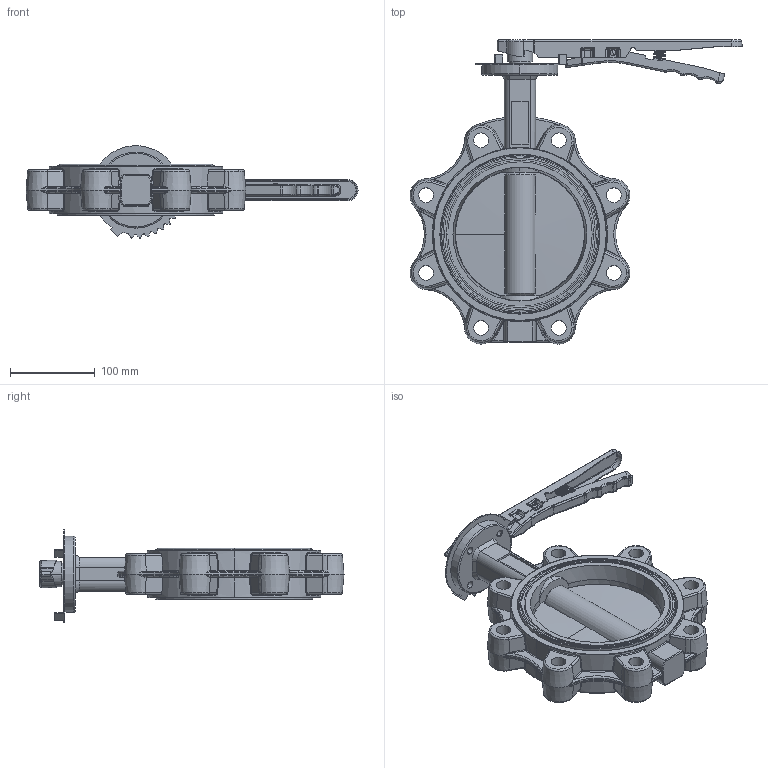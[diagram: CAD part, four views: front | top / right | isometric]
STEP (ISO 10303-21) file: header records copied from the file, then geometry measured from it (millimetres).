
FILE_DESCRIPTION (( 'STEP AP203' ), '1' );
FILE_NAME ('L9.000150L16C.STEP', '2023-03-09T07:59:24', ( '' ), ( '' ), 'SwSTEP 2.0', 'SolidWorks 2017', '' );
FILE_SCHEMA (( 'CONFIG_CONTROL_DESIGN' ));
Length unit declared in the file: millimetre
Products named in the file (1): L9.000150L16C
Bounding box: 392.43 x 359.42 x 109.13 mm (x, y, z)
Volume: 1794003.4 mm3; surface area: 285275.1 mm2
Topology: 2 solids, 2 shells, 1069 faces, 2683 edges, 1597 vertices
Faces by surface type: cylinder 345, plane 267, torus 168, bspline 154, cone 94, sphere 41
Entity records: 39332 total; most frequent: CARTESIAN_POINT 14906, ORIENTED_EDGE 5276, DIRECTION 5099, EDGE_CURVE 2638, AXIS2_PLACEMENT_3D 2062, VERTEX_POINT 1595, CIRCLE 1146, EDGE_LOOP 1119
